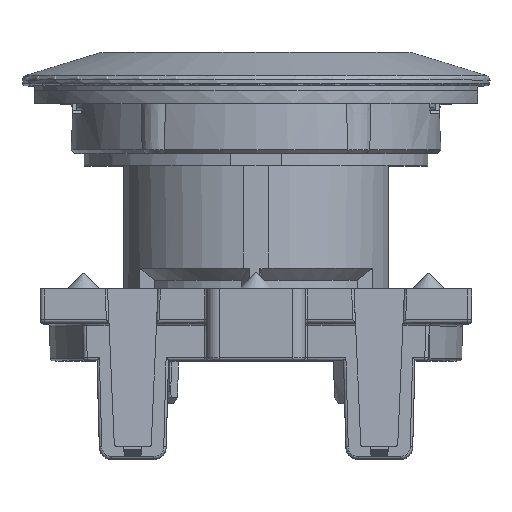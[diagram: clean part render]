
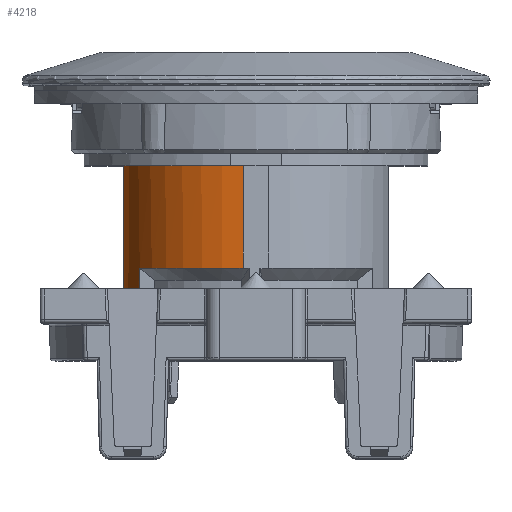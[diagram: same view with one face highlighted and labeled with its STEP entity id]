
A CAD part, top view. The second image highlights one B-rep face of the part: STEP entity #4218.
In plain terms, the highlighted cylindrical face has radius 10.9 mm (diameter 21.8 mm), a partial arc.
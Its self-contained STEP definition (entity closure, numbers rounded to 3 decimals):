
#364=FACE_OUTER_BOUND('',#5370,.T.);
#1829=LINE('',#21202,#2763);
#1891=LINE('',#21798,#2825);
#1893=LINE('',#21813,#2827);
#2763=VECTOR('',#16576,1.);
#2825=VECTOR('',#16798,1.);
#2827=VECTOR('',#16802,1.);
#4218=ADVANCED_FACE('',(#364),#4837,.T.);
#4837=CYLINDRICAL_SURFACE('',#14846,10.9);
#5370=EDGE_LOOP('',(#6999,#7000,#7001,#7002,#7003,#7004));
#6999=ORIENTED_EDGE('',*,*,#12203,.T.);
#7000=ORIENTED_EDGE('',*,*,#12072,.T.);
#7001=ORIENTED_EDGE('',*,*,#12204,.T.);
#7002=ORIENTED_EDGE('',*,*,#11915,.F.);
#7003=ORIENTED_EDGE('',*,*,#12181,.T.);
#7004=ORIENTED_EDGE('',*,*,#12068,.T.);
#10275=VERTEX_POINT('',#21203);
#10276=VERTEX_POINT('',#21204);
#10408=VERTEX_POINT('',#21797);
#10409=VERTEX_POINT('',#21799);
#10412=VERTEX_POINT('',#21812);
#10413=VERTEX_POINT('',#21814);
#11915=EDGE_CURVE('',#10275,#10276,#1829,.T.);
#12068=EDGE_CURVE('',#10409,#10408,#1891,.T.);
#12072=EDGE_CURVE('',#10413,#10412,#1893,.T.);
#12181=EDGE_CURVE('',#10275,#10409,#13996,.T.);
#12203=EDGE_CURVE('',#10408,#10413,#14003,.T.);
#12204=EDGE_CURVE('',#10412,#10276,#14004,.T.);
#13996=CIRCLE('',#14828,10.9);
#14003=CIRCLE('',#14844,10.9);
#14004=CIRCLE('',#14845,10.9);
#14828=AXIS2_PLACEMENT_3D('',#22169,#16997,#16998);
#14844=AXIS2_PLACEMENT_3D('',#22231,#17038,#17039);
#14845=AXIS2_PLACEMENT_3D('',#22232,#17040,#17041);
#14846=AXIS2_PLACEMENT_3D('',#22233,#17042,#17043);
#16576=DIRECTION('',(0.,-1.,0.));
#16798=DIRECTION('',(0.,1.,0.));
#16802=DIRECTION('',(0.,-1.,0.));
#16997=DIRECTION('',(0.,1.,0.));
#16998=DIRECTION('',(0.,0.,1.));
#17038=DIRECTION('',(0.,-1.,0.));
#17039=DIRECTION('',(0.,0.,-1.));
#17040=DIRECTION('',(0.,1.,0.));
#17041=DIRECTION('',(0.,0.,-1.));
#17042=DIRECTION('',(0.,-1.,0.));
#17043=DIRECTION('',(0.,0.,-1.));
#21202=CARTESIAN_POINT('',(-9.435,0.,5.458));
#21203=CARTESIAN_POINT('',(-9.435,7.5,5.458));
#21204=CARTESIAN_POINT('',(-9.435,-3.,5.458));
#21797=CARTESIAN_POINT('',(-1.043,15.8,10.85));
#21798=CARTESIAN_POINT('',(-1.043,0.,10.85));
#21799=CARTESIAN_POINT('',(-1.043,7.5,10.85));
#21812=CARTESIAN_POINT('',(-10.725,-3.,1.945));
#21813=CARTESIAN_POINT('',(-10.725,0.,1.945));
#21814=CARTESIAN_POINT('',(-10.725,15.8,1.945));
#22169=CARTESIAN_POINT('',(0.,7.5,0.));
#22231=CARTESIAN_POINT('',(0.,15.8,0.));
#22232=CARTESIAN_POINT('',(0.,-3.,0.));
#22233=CARTESIAN_POINT('',(0.,0.,0.));
